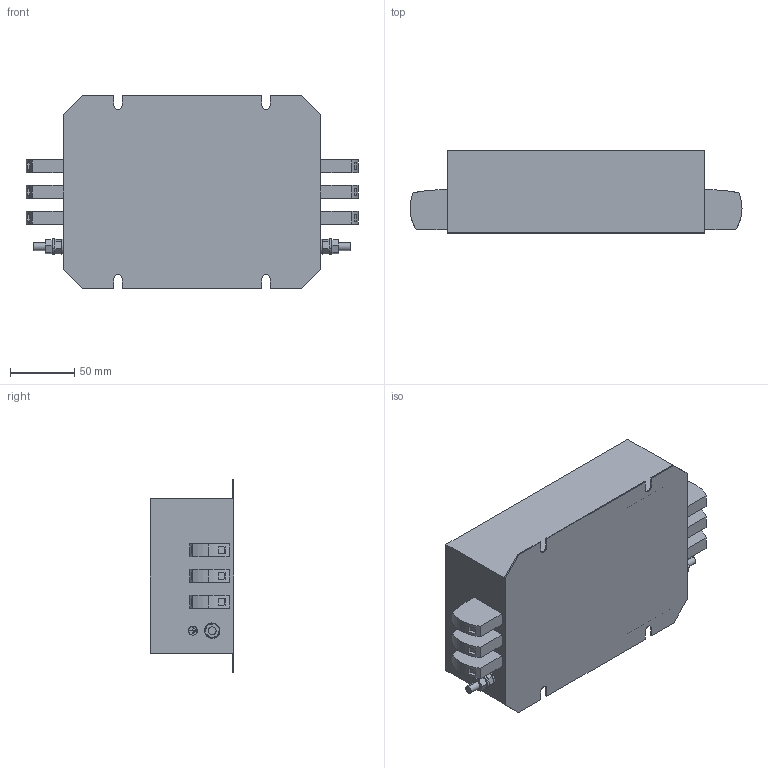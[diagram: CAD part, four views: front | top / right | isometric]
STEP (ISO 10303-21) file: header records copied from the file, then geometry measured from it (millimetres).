
FILE_DESCRIPTION (( 'STEP AP214' ), '1' );
FILE_NAME ('321774.STEP', '2024-09-13T08:38:11', ( '' ), ( '' ), 'SwSTEP 2.0', 'SolidWorks 2022', '' );
FILE_SCHEMA (( 'AUTOMOTIVE_DESIGN' ));
Length unit declared in the file: millimetre
Products named in the file (1): 321774
Bounding box: 258.06 x 65.05 x 150 mm (x, y, z)
Volume: 1617349 mm3; surface area: 116396.9 mm2
Topology: 1 solids, 15 shells, 453 faces, 1132 edges, 700 vertices
Faces by surface type: plane 309, cylinder 96, bspline 48
Entity records: 14236 total; most frequent: CARTESIAN_POINT 3858, ORIENTED_EDGE 2168, DIRECTION 2020, EDGE_CURVE 1084, VECTOR 720, LINE 720, VERTEX_POINT 700, AXIS2_PLACEMENT_3D 650
